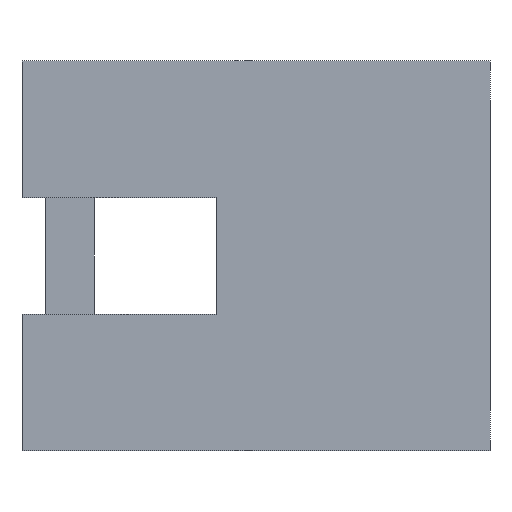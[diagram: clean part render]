
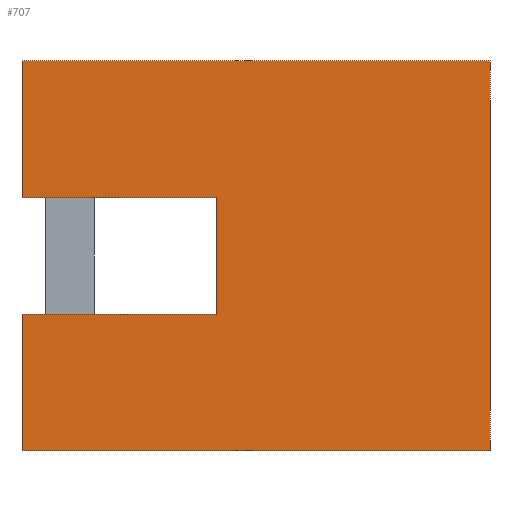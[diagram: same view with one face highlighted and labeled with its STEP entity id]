
A CAD part, left-side view. The second image highlights one B-rep face of the part: STEP entity #707.
In plain terms, the highlighted planar face has unit normal (-1, 0, 0).
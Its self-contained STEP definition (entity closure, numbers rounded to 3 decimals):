
#79=VERTEX_POINT('',#80);
#80=CARTESIAN_POINT('',(-2.54,0.0,-2.54));
#86=EDGE_CURVE('',#79,#87,#89,.F.);
#87=VERTEX_POINT('',#88);
#88=CARTESIAN_POINT('',(-2.54,6.096,-2.54));
#89=LINE('',#90,#91);
#90=CARTESIAN_POINT('',(-2.54,6.096,-2.54));
#91=VECTOR('',#92,1.0);
#92=DIRECTION('',(0.0,-1.0,0.0));
#707=ADVANCED_FACE('',(#708),#765,.F.);
#708=FACE_BOUND('',#709,.T.);
#709=EDGE_LOOP('',(#710,#720,#728,#736,#742,#743,#751,#759));
#710=ORIENTED_EDGE('',*,*,#711,.T.);
#711=EDGE_CURVE('',#712,#714,#716,.T.);
#712=VERTEX_POINT('',#713);
#713=CARTESIAN_POINT('',(-2.54,6.096,0.762));
#714=VERTEX_POINT('',#715);
#715=CARTESIAN_POINT('',(-2.54,3.556,0.762));
#716=LINE('',#717,#718);
#717=CARTESIAN_POINT('',(-2.54,6.096,0.762));
#718=VECTOR('',#719,1.0);
#719=DIRECTION('',(0.0,-1.0,0.0));
#720=ORIENTED_EDGE('',*,*,#721,.T.);
#721=EDGE_CURVE('',#714,#722,#724,.T.);
#722=VERTEX_POINT('',#723);
#723=CARTESIAN_POINT('',(-2.54,3.556,-0.762));
#724=LINE('',#725,#726);
#725=CARTESIAN_POINT('',(-2.54,3.556,0.762));
#726=VECTOR('',#727,1.0);
#727=DIRECTION('',(0.0,0.0,-1.0));
#728=ORIENTED_EDGE('',*,*,#729,.T.);
#729=EDGE_CURVE('',#722,#730,#732,.T.);
#730=VERTEX_POINT('',#731);
#731=CARTESIAN_POINT('',(-2.54,6.096,-0.762));
#732=LINE('',#733,#734);
#733=CARTESIAN_POINT('',(-2.54,3.556,-0.762));
#734=VECTOR('',#735,1.0);
#735=DIRECTION('',(0.0,1.0,0.0));
#736=ORIENTED_EDGE('',*,*,#737,.T.);
#737=EDGE_CURVE('',#730,#87,#738,.F.);
#738=LINE('',#739,#740);
#739=CARTESIAN_POINT('',(-2.54,6.096,-2.54));
#740=VECTOR('',#741,1.0);
#741=DIRECTION('',(0.0,0.0,1.0));
#742=ORIENTED_EDGE('',*,*,#86,.F.);
#743=ORIENTED_EDGE('',*,*,#744,.T.);
#744=EDGE_CURVE('',#79,#745,#747,.T.);
#745=VERTEX_POINT('',#746);
#746=CARTESIAN_POINT('',(-2.54,0.0,2.54));
#747=LINE('',#748,#749);
#748=CARTESIAN_POINT('',(-2.54,0.0,-2.54));
#749=VECTOR('',#750,1.0);
#750=DIRECTION('',(0.0,0.0,1.0));
#751=ORIENTED_EDGE('',*,*,#752,.T.);
#752=EDGE_CURVE('',#745,#753,#755,.F.);
#753=VERTEX_POINT('',#754);
#754=CARTESIAN_POINT('',(-2.54,6.096,2.54));
#755=LINE('',#756,#757);
#756=CARTESIAN_POINT('',(-2.54,6.096,2.54));
#757=VECTOR('',#758,1.0);
#758=DIRECTION('',(0.0,-1.0,0.0));
#759=ORIENTED_EDGE('',*,*,#760,.T.);
#760=EDGE_CURVE('',#753,#712,#761,.F.);
#761=LINE('',#762,#763);
#762=CARTESIAN_POINT('',(-2.54,6.096,-2.54));
#763=VECTOR('',#764,1.0);
#764=DIRECTION('',(0.0,0.0,1.0));
#765=PLANE('',#766);
#766=AXIS2_PLACEMENT_3D('',#767,#768,#769);
#767=CARTESIAN_POINT('',(-2.54,6.096,-2.54));
#768=DIRECTION('',(1.0,0.0,0.0));
#769=DIRECTION('',(0.0,0.0,-1.0));
